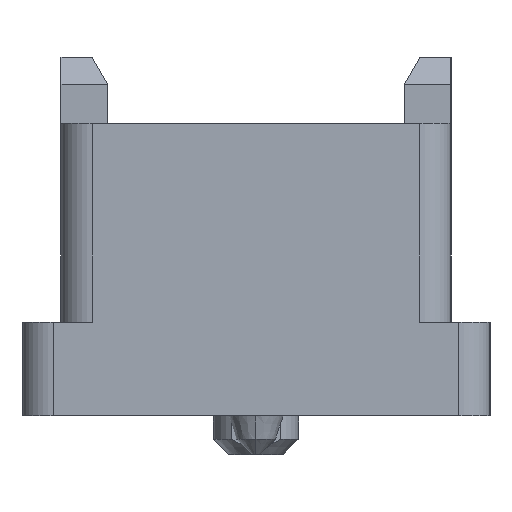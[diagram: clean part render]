
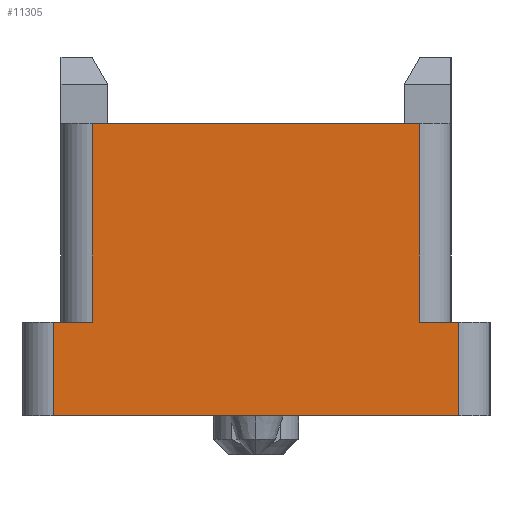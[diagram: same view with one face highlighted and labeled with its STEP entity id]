
A CAD part, left-side view. The second image highlights one B-rep face of the part: STEP entity #11305.
In plain terms, the highlighted planar face has unit normal (-1, 0, 0).
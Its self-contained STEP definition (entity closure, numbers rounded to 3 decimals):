
#353=DIRECTION('',(0.,1.,0.));
#354=VECTOR('',#353,4.2);
#355=CARTESIAN_POINT('',(-14.9,-2.1,-0.85));
#356=LINE('',#355,#354);
#1000=DIRECTION('',(0.,-1.,0.));
#1001=VECTOR('',#1000,0.5);
#1002=CARTESIAN_POINT('',(-14.9,2.6,-3.4));
#1003=LINE('',#1002,#1001);
#1030=DIRECTION('',(0.,-1.,0.));
#1031=VECTOR('',#1030,0.5);
#1032=CARTESIAN_POINT('',(-14.9,-2.1,-3.4));
#1033=LINE('',#1032,#1031);
#1082=DIRECTION('',(0.,1.,0.));
#1083=VECTOR('',#1082,5.2);
#1084=CARTESIAN_POINT('',(-14.9,-2.6,-4.6));
#1085=LINE('',#1084,#1083);
#1086=DIRECTION('',(0.,0.,1.));
#1087=VECTOR('',#1086,1.2);
#1088=CARTESIAN_POINT('',(-14.9,2.6,-4.6));
#1089=LINE('',#1088,#1087);
#1090=DIRECTION('',(0.,0.,-1.));
#1091=VECTOR('',#1090,2.55);
#1092=CARTESIAN_POINT('',(-14.9,2.1,-0.85));
#1093=LINE('',#1092,#1091);
#1104=DIRECTION('',(0.,0.,-1.));
#1105=VECTOR('',#1104,2.55);
#1106=CARTESIAN_POINT('',(-14.9,-2.1,-0.85));
#1107=LINE('',#1106,#1105);
#1108=DIRECTION('',(0.,0.,1.));
#1109=VECTOR('',#1108,1.2);
#1110=CARTESIAN_POINT('',(-14.9,-2.6,-4.6));
#1111=LINE('',#1110,#1109);
#7510=CARTESIAN_POINT('',(-14.9,2.6,-4.6));
#7511=VERTEX_POINT('',#7510);
#7512=CARTESIAN_POINT('',(-14.9,-2.6,-4.6));
#7514=VERTEX_POINT('',#7512);
#7534=CARTESIAN_POINT('',(-14.9,2.6,-3.4));
#7535=VERTEX_POINT('',#7534);
#7536=CARTESIAN_POINT('',(-14.9,-2.6,-3.4));
#7538=VERTEX_POINT('',#7536);
#7543=CARTESIAN_POINT('',(-14.9,2.1,-3.4));
#7545=VERTEX_POINT('',#7543);
#7546=CARTESIAN_POINT('',(-14.9,-2.1,-3.4));
#7548=VERTEX_POINT('',#7546);
#7567=CARTESIAN_POINT('',(-14.9,2.1,-0.85));
#7569=VERTEX_POINT('',#7567);
#7570=CARTESIAN_POINT('',(-14.9,-2.1,-0.85));
#7572=VERTEX_POINT('',#7570);
#11286=CARTESIAN_POINT('',(-14.9,2.1,0.));
#11287=DIRECTION('',(-1.,0.,0.));
#11288=DIRECTION('',(0.,-1.,0.));
#11289=AXIS2_PLACEMENT_3D('',#11286,#11287,#11288);
#11290=PLANE('',#11289);
#11291=ORIENTED_EDGE('',*,*,#10329,.F.);
#11293=ORIENTED_EDGE('',*,*,#11292,.T.);
#11294=ORIENTED_EDGE('',*,*,#11232,.T.);
#11296=ORIENTED_EDGE('',*,*,#11295,.F.);
#11298=ORIENTED_EDGE('',*,*,#11297,.T.);
#11300=ORIENTED_EDGE('',*,*,#11299,.T.);
#11301=ORIENTED_EDGE('',*,*,#11208,.T.);
#11302=ORIENTED_EDGE('',*,*,#11279,.F.);
#11303=EDGE_LOOP('',(#11291,#11293,#11294,#11296,#11298,#11300,#11301,#11302));
#11304=FACE_OUTER_BOUND('',#11303,.F.);
#10329=EDGE_CURVE('',#7572,#7569,#356,.T.);
#11208=EDGE_CURVE('',#7535,#7545,#1003,.T.);
#11232=EDGE_CURVE('',#7548,#7538,#1033,.T.);
#11279=EDGE_CURVE('',#7569,#7545,#1093,.T.);
#11292=EDGE_CURVE('',#7572,#7548,#1107,.T.);
#11295=EDGE_CURVE('',#7514,#7538,#1111,.T.);
#11297=EDGE_CURVE('',#7514,#7511,#1085,.T.);
#11299=EDGE_CURVE('',#7511,#7535,#1089,.T.);
#11305=ADVANCED_FACE('',(#11304),#11290,.T.);
